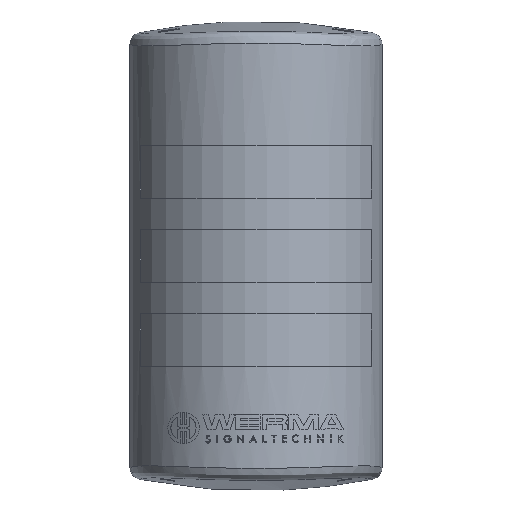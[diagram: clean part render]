
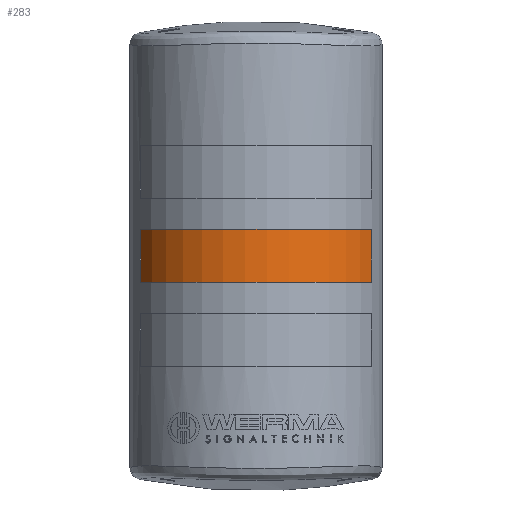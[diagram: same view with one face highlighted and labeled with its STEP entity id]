
A CAD part, top view. The second image highlights one B-rep face of the part: STEP entity #283.
In plain terms, the highlighted cylindrical face has radius 52.9 mm (diameter 105.8 mm), a partial arc.
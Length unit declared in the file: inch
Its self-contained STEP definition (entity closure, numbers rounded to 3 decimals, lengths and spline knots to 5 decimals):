
#283 = ADVANCED_FACE ( 'NONE', ( #316 ), #36747, .T. ) ;
#316 = FACE_OUTER_BOUND ( 'NONE', #36119, .T. ) ;
#393 = CARTESIAN_POINT ( 'NONE',  ( 1.88755, -0.43307, 0.37593 ) ) ;
#1282 = CARTESIAN_POINT ( 'NONE',  ( 0., 0., -0.50424 ) ) ;
#1530 = AXIS2_PLACEMENT_3D ( 'NONE', #1282, #9286, #11613 ) ;
#1622 = CARTESIAN_POINT ( 'NONE',  ( -1.88755, 0., 0.37593 ) ) ;
#1894 = DIRECTION ( 'NONE',  ( 0., 1., 0. ) ) ;
#2685 = EDGE_CURVE ( 'NONE', #47013, #9293, #4225, .T. ) ;
#2739 = CARTESIAN_POINT ( 'NONE',  ( 0., 0.43307, -0.50424 ) ) ;
#3269 = ORIENTED_EDGE ( 'NONE', *, *, #26256, .T. ) ;
#4120 = DIRECTION ( 'NONE',  ( 0., 1., 0. ) ) ;
#4225 = LINE ( 'NONE', #27862, #22403 ) ;
#4917 = CIRCLE ( 'NONE', #30557, 2.08268 ) ;
#5192 = VERTEX_POINT ( 'NONE', #10398 ) ;
#6643 = CARTESIAN_POINT ( 'NONE',  ( 1.88755, 0.43307, 0.37593 ) ) ;
#9286 = DIRECTION ( 'NONE',  ( 0., -1., 0. ) ) ;
#9293 = VERTEX_POINT ( 'NONE', #6643 ) ;
#10398 = CARTESIAN_POINT ( 'NONE',  ( -1.88755, -0.43307, 0.37593 ) ) ;
#11613 = DIRECTION ( 'NONE',  ( 0., 0., -1. ) ) ;
#13207 = LINE ( 'NONE', #1622, #22842 ) ;
#14228 = AXIS2_PLACEMENT_3D ( 'NONE', #44375, #4120, #29868 ) ;
#22403 = VECTOR ( 'NONE', #1894, 39.37008 ) ;
#22842 = VECTOR ( 'NONE', #23571, 39.37008 ) ;
#23571 = DIRECTION ( 'NONE',  ( 0., 1., 0. ) ) ;
#26256 = EDGE_CURVE ( 'NONE', #5192, #47013, #28465, .T. ) ;
#27193 = EDGE_CURVE ( 'NONE', #5192, #46005, #13207, .T. ) ;
#27862 = CARTESIAN_POINT ( 'NONE',  ( 1.88755, 0., 0.37593 ) ) ;
#28185 = DIRECTION ( 'NONE',  ( 0., 0., -1. ) ) ;
#28465 = CIRCLE ( 'NONE', #14228, 2.08268 ) ;
#29868 = DIRECTION ( 'NONE',  ( 0., 0., -1. ) ) ;
#30557 = AXIS2_PLACEMENT_3D ( 'NONE', #2739, #46015, #28185 ) ;
#31984 = CARTESIAN_POINT ( 'NONE',  ( -1.88755, 0.43307, 0.37593 ) ) ;
#36119 = EDGE_LOOP ( 'NONE', ( #3269, #37561, #46025, #38643 ) ) ;
#36747 = CYLINDRICAL_SURFACE ( 'NONE', #1530, 2.08268 ) ;
#37561 = ORIENTED_EDGE ( 'NONE', *, *, #2685, .T. ) ;
#37811 = EDGE_CURVE ( 'NONE', #9293, #46005, #4917, .T. ) ;
#38643 = ORIENTED_EDGE ( 'NONE', *, *, #27193, .F. ) ;
#44375 = CARTESIAN_POINT ( 'NONE',  ( 0., -0.43307, -0.50424 ) ) ;
#46005 = VERTEX_POINT ( 'NONE', #31984 ) ;
#46015 = DIRECTION ( 'NONE',  ( 0., -1., 0. ) ) ;
#46025 = ORIENTED_EDGE ( 'NONE', *, *, #37811, .T. ) ;
#47013 = VERTEX_POINT ( 'NONE', #393 ) ;
